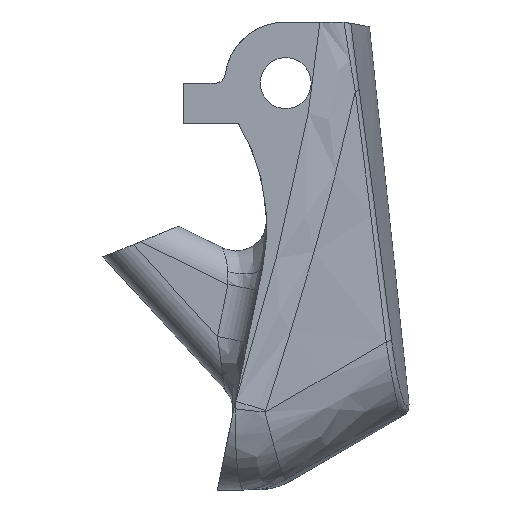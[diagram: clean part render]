
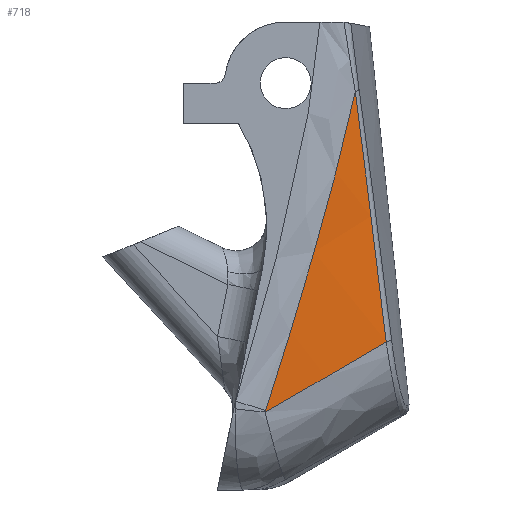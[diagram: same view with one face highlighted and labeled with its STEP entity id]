
A CAD part, left-side view. The second image highlights one B-rep face of the part: STEP entity #718.
In plain terms, the highlighted free-form (B-spline) face has degree [3, 1] with [6, 2] control points.
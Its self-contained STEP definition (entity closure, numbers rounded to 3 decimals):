
#117 = CARTESIAN_POINT ( 'NONE',  ( 0.371, 6.5, 4.874 ) ) ;
#212 = ORIENTED_EDGE ( 'NONE', *, *, #431, .F. ) ;
#236 = CARTESIAN_POINT ( 'NONE',  ( 0.371, 6.5, 4.874 ) ) ;
#287 = EDGE_CURVE ( 'NONE', #4306, #3407, #1653, .T. ) ;
#431 = EDGE_CURVE ( 'NONE', #1861, #3647, #2237, .T. ) ;
#449 = B_SPLINE_SURFACE_WITH_KNOTS ( 'NONE', 3, 1, ( 
 ( #1637, #2989 ),
 ( #3006, #1991 ),
 ( #4371, #3662 ),
 ( #1405, #3397 ),
 ( #1719, #1338 ),
 ( #4027, #1038 ) ),
 .UNSPECIFIED., .F., .F., .F.,
 ( 4, 2, 4 ),
 ( 2, 2 ),
 ( 0., 0.5, 1. ),
 ( 0., 1. ),
 .UNSPECIFIED. ) ;
#718 = ADVANCED_FACE ( 'NONE', ( #1613 ), #449, .T. ) ;
#802 = CARTESIAN_POINT ( 'NONE',  ( 0.423, 4.849, 10.122 ) ) ;
#818 = CARTESIAN_POINT ( 'NONE',  ( 0.368, 6.49, 4.928 ) ) ;
#876 = CARTESIAN_POINT ( 'NONE',  ( 0.368, 6.481, 4.954 ) ) ;
#1038 = CARTESIAN_POINT ( 'NONE',  ( 0., 8.5, 1.05 ) ) ;
#1045 = B_SPLINE_CURVE_WITH_KNOTS ( 'NONE', 3,
 ( #2269, #3974, #3586, #236 ),
 .UNSPECIFIED., .F., .F.,
 ( 4, 4 ),
 ( 0., 0.008 ),
 .UNSPECIFIED. ) ;
#1102 = ORIENTED_EDGE ( 'NONE', *, *, #3046, .F. ) ;
#1114 = CARTESIAN_POINT ( 'NONE',  ( 0.736, 2.084, 20.595 ) ) ;
#1142 = CARTESIAN_POINT ( 'NONE',  ( 0.956, 1.954, 19.58 ) ) ;
#1167 = CARTESIAN_POINT ( 'NONE',  ( 2.584, 0.821, 10.373 ) ) ;
#1188 = B_SPLINE_CURVE_WITH_KNOTS ( 'NONE', 3,
 ( #876, #4213, #802, #3479, #4132, #1874, #2554, #1114 ),
 .UNSPECIFIED., .F., .F.,
 ( 4, 2, 2, 4 ),
 ( 0., 0.008, 0.012, 0.016 ),
 .UNSPECIFIED. ) ;
#1189 = CARTESIAN_POINT ( 'NONE',  ( 1.157, 1.826, 18.561 ) ) ;
#1338 = CARTESIAN_POINT ( 'NONE',  ( 0.725, 6.917, 1.05 ) ) ;
#1402 = EDGE_LOOP ( 'NONE', ( #2940, #1412, #1102, #212 ) ) ;
#1405 = CARTESIAN_POINT ( 'NONE',  ( -0.417, 2.829, 24. ) ) ;
#1412 = ORIENTED_EDGE ( 'NONE', *, *, #287, .F. ) ;
#1613 = FACE_OUTER_BOUND ( 'NONE', #1402, .T. ) ;
#1637 = CARTESIAN_POINT ( 'NONE',  ( 1.25, 1.162, 24. ) ) ;
#1653 = B_SPLINE_CURVE_WITH_KNOTS ( 'NONE', 3,
 ( #117, #2827, #818, #2171 ),
 .UNSPECIFIED., .F., .F.,
 ( 4, 4 ),
 ( 0., 0. ),
 .UNSPECIFIED. ) ;
#1719 = CARTESIAN_POINT ( 'NONE',  ( -0.833, 3.245, 24. ) ) ;
#1861 = VERTEX_POINT ( 'NONE', #3149 ) ;
#1874 = CARTESIAN_POINT ( 'NONE',  ( 0.612, 2.695, 17.958 ) ) ;
#1885 = CARTESIAN_POINT ( 'NONE',  ( 0.368, 6.481, 4.954 ) ) ;
#1991 = CARTESIAN_POINT ( 'NONE',  ( 3.625, 0.583, 1.05 ) ) ;
#2171 = CARTESIAN_POINT ( 'NONE',  ( 0.368, 6.481, 4.954 ) ) ;
#2237 = B_SPLINE_CURVE_WITH_KNOTS ( 'NONE', 3,
 ( #4206, #1142, #1189, #2495, #2456, #3818, #1167, #4119 ),
 .UNSPECIFIED., .F., .F.,
 ( 4, 2, 2, 4 ),
 ( 0., 0.003, 0.006, 0.013 ),
 .UNSPECIFIED. ) ;
#2269 = CARTESIAN_POINT ( 'NONE',  ( 2.908, 0.575, 8.32 ) ) ;
#2456 = CARTESIAN_POINT ( 'NONE',  ( 1.722, 1.446, 15.496 ) ) ;
#2495 = CARTESIAN_POINT ( 'NONE',  ( 1.54, 1.572, 16.519 ) ) ;
#2554 = CARTESIAN_POINT ( 'NONE',  ( 0.662, 2.375, 19.274 ) ) ;
#2827 = CARTESIAN_POINT ( 'NONE',  ( 0.369, 6.496, 4.901 ) ) ;
#2940 = ORIENTED_EDGE ( 'NONE', *, *, #3560, .F. ) ;
#2989 = CARTESIAN_POINT ( 'NONE',  ( 4.35, -1., 1.05 ) ) ;
#3006 = CARTESIAN_POINT ( 'NONE',  ( 0.833, 1.579, 24. ) ) ;
#3046 = EDGE_CURVE ( 'NONE', #3647, #4306, #1045, .T. ) ;
#3149 = CARTESIAN_POINT ( 'NONE',  ( 0.736, 2.084, 20.595 ) ) ;
#3397 = CARTESIAN_POINT ( 'NONE',  ( 1.45, 5.333, 1.05 ) ) ;
#3407 = VERTEX_POINT ( 'NONE', #1885 ) ;
#3479 = CARTESIAN_POINT ( 'NONE',  ( 0.5, 3.732, 14.03 ) ) ;
#3560 = EDGE_CURVE ( 'NONE', #3407, #1861, #1188, .T. ) ;
#3586 = CARTESIAN_POINT ( 'NONE',  ( 1.173, 4.5, 6.011 ) ) ;
#3647 = VERTEX_POINT ( 'NONE', #4278 ) ;
#3662 = CARTESIAN_POINT ( 'NONE',  ( 2.9, 2.167, 1.05 ) ) ;
#3794 = CARTESIAN_POINT ( 'NONE',  ( 0.371, 6.5, 4.874 ) ) ;
#3818 = CARTESIAN_POINT ( 'NONE',  ( 2.252, 1.07, 12.424 ) ) ;
#3974 = CARTESIAN_POINT ( 'NONE',  ( 2.013, 2.521, 7.159 ) ) ;
#4027 = CARTESIAN_POINT ( 'NONE',  ( -1.25, 3.662, 24. ) ) ;
#4119 = CARTESIAN_POINT ( 'NONE',  ( 2.908, 0.575, 8.32 ) ) ;
#4132 = CARTESIAN_POINT ( 'NONE',  ( 0.53, 3.373, 15.336 ) ) ;
#4206 = CARTESIAN_POINT ( 'NONE',  ( 0.736, 2.084, 20.595 ) ) ;
#4213 = CARTESIAN_POINT ( 'NONE',  ( 0.393, 5.649, 7.533 ) ) ;
#4278 = CARTESIAN_POINT ( 'NONE',  ( 2.908, 0.575, 8.32 ) ) ;
#4306 = VERTEX_POINT ( 'NONE', #3794 ) ;
#4371 = CARTESIAN_POINT ( 'NONE',  ( 0.417, 1.995, 24. ) ) ;
